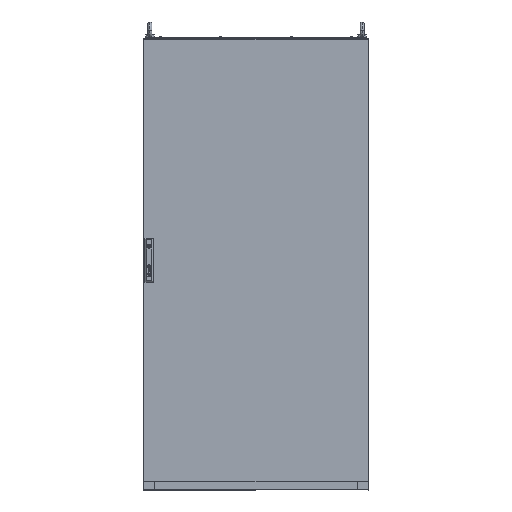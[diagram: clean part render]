
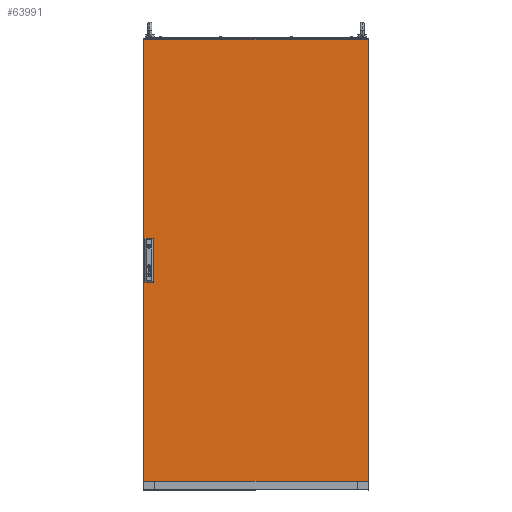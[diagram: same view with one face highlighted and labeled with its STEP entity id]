
A CAD part, top view. The second image highlights one B-rep face of the part: STEP entity #63991.
In plain terms, the highlighted planar face has unit normal (0, 0, 1).
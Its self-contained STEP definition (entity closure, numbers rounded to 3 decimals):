
#1460 = DIRECTION ( 'NONE',  ( 0., -1., 0. ) ) ;
#2672 = PLANE ( 'NONE',  #18205 ) ;
#4636 = VERTEX_POINT ( 'NONE', #173464 ) ;
#4998 = EDGE_CURVE ( 'NONE', #142809, #180335, #137164, .T. ) ;
#10104 = CARTESIAN_POINT ( 'NONE',  ( -365.7, -61.5, 0. ) ) ;
#11102 = DIRECTION ( 'NONE',  ( 0., 1., 0. ) ) ;
#14705 = CARTESIAN_POINT ( 'NONE',  ( -365.7, -61.5, 0. ) ) ;
#18205 = AXIS2_PLACEMENT_3D ( 'NONE', #115285, #171673, #101454 ) ;
#18220 = CARTESIAN_POINT ( 'NONE',  ( -365.7, -61.5, 0. ) ) ;
#19516 = VERTEX_POINT ( 'NONE', #18220 ) ;
#21154 = CARTESIAN_POINT ( 'NONE',  ( -397., 797., 0. ) ) ;
#24811 = DIRECTION ( 'NONE',  ( 0., 1., 0. ) ) ;
#25256 = DIRECTION ( 'NONE',  ( 0., -1., 0. ) ) ;
#25413 = DIRECTION ( 'NONE',  ( 0., 1., 0. ) ) ;
#30092 = LINE ( 'NONE', #114974, #85074 ) ;
#30534 = VECTOR ( 'NONE', #83504, 1000. ) ;
#33612 = ORIENTED_EDGE ( 'NONE', *, *, #169120, .F. ) ;
#36118 = DIRECTION ( 'NONE',  ( -1., 0., 0. ) ) ;
#37975 = VECTOR ( 'NONE', #11102, 1000. ) ;
#38696 = LINE ( 'NONE', #10104, #107896 ) ;
#39817 = LINE ( 'NONE', #96195, #77007 ) ;
#41461 = LINE ( 'NONE', #14705, #37975 ) ;
#45936 = DIRECTION ( 'NONE',  ( -1., 0., 0. ) ) ;
#46266 = EDGE_LOOP ( 'NONE', ( #139723, #134038, #33612, #54877 ) ) ;
#47632 = VERTEX_POINT ( 'NONE', #54446 ) ;
#47866 = FACE_BOUND ( 'NONE', #156412, .T. ) ;
#53834 = CARTESIAN_POINT ( 'NONE',  ( -390.7, -61.5, 0. ) ) ;
#53866 = VECTOR ( 'NONE', #25413, 1000. ) ;
#54446 = CARTESIAN_POINT ( 'NONE',  ( 397., 797., 0. ) ) ;
#54746 = LINE ( 'NONE', #53834, #142541 ) ;
#54877 = ORIENTED_EDGE ( 'NONE', *, *, #90586, .F. ) ;
#56475 = EDGE_CURVE ( 'NONE', #106369, #106434, #170632, .T. ) ;
#57573 = CARTESIAN_POINT ( 'NONE',  ( -397., -770., 0. ) ) ;
#58254 = EDGE_CURVE ( 'NONE', #158093, #139276, #39817, .T. ) ;
#60686 = EDGE_CURVE ( 'NONE', #139276, #80792, #54746, .T. ) ;
#62095 = EDGE_CURVE ( 'NONE', #80792, #19516, #38696, .T. ) ;
#63991 = ADVANCED_FACE ( 'NONE', ( #103252, #47866, #102345 ), #2672, .T. ) ;
#68890 = EDGE_CURVE ( 'NONE', #106434, #149008, #30092, .T. ) ;
#71287 = ORIENTED_EDGE ( 'NONE', *, *, #4998, .T. ) ;
#74222 = DIRECTION ( 'NONE',  ( 1., 0., 0. ) ) ;
#74974 = VERTEX_POINT ( 'NONE', #21154 ) ;
#75021 = ORIENTED_EDGE ( 'NONE', *, *, #117564, .T. ) ;
#77007 = VECTOR ( 'NONE', #179251, 1000. ) ;
#79129 = VECTOR ( 'NONE', #45936, 1000. ) ;
#80792 = VERTEX_POINT ( 'NONE', #177417 ) ;
#82479 = CARTESIAN_POINT ( 'NONE',  ( -397., 797., 0. ) ) ;
#83504 = DIRECTION ( 'NONE',  ( 1., 0., 0. ) ) ;
#83993 = ORIENTED_EDGE ( 'NONE', *, *, #173303, .F. ) ;
#85074 = VECTOR ( 'NONE', #1460, 1000. ) ;
#87635 = CARTESIAN_POINT ( 'NONE',  ( -390.7, -11.5, 0. ) ) ;
#88771 = ORIENTED_EDGE ( 'NONE', *, *, #62095, .F. ) ;
#89038 = CARTESIAN_POINT ( 'NONE',  ( -365.7, 38.5, 0. ) ) ;
#90586 = EDGE_CURVE ( 'NONE', #149008, #4636, #102769, .T. ) ;
#91393 = CARTESIAN_POINT ( 'NONE',  ( -390.7, 38.5, 0. ) ) ;
#95014 = CARTESIAN_POINT ( 'NONE',  ( 397., 797., 0. ) ) ;
#95646 = VECTOR ( 'NONE', #74222, 1000. ) ;
#96195 = CARTESIAN_POINT ( 'NONE',  ( -365.7, -11.5, 0. ) ) ;
#99157 = EDGE_CURVE ( 'NONE', #47632, #74974, #136834, .T. ) ;
#101454 = DIRECTION ( 'NONE',  ( 1., 0., 0. ) ) ;
#102345 = FACE_OUTER_BOUND ( 'NONE', #109052, .T. ) ;
#102769 = LINE ( 'NONE', #89038, #95646 ) ;
#103252 = FACE_BOUND ( 'NONE', #46266, .T. ) ;
#104107 = VECTOR ( 'NONE', #36118, 1000. ) ;
#106369 = VERTEX_POINT ( 'NONE', #167360 ) ;
#106434 = VERTEX_POINT ( 'NONE', #170977 ) ;
#106537 = LINE ( 'NONE', #82479, #170165 ) ;
#107896 = VECTOR ( 'NONE', #107921, 1000. ) ;
#107921 = DIRECTION ( 'NONE',  ( 1., 0., 0. ) ) ;
#109052 = EDGE_LOOP ( 'NONE', ( #75021, #71287, #129403, #130975 ) ) ;
#111218 = LINE ( 'NONE', #151945, #53866 ) ;
#114974 = CARTESIAN_POINT ( 'NONE',  ( -390.7, 38.5, 0. ) ) ;
#115285 = CARTESIAN_POINT ( 'NONE',  ( 0., 0., 0. ) ) ;
#117564 = EDGE_CURVE ( 'NONE', #74974, #142809, #106537, .T. ) ;
#121099 = CARTESIAN_POINT ( 'NONE',  ( -397., 797., 0. ) ) ;
#122655 = LINE ( 'NONE', #95014, #126183 ) ;
#126183 = VECTOR ( 'NONE', #24811, 1000. ) ;
#129403 = ORIENTED_EDGE ( 'NONE', *, *, #160182, .T. ) ;
#130975 = ORIENTED_EDGE ( 'NONE', *, *, #99157, .T. ) ;
#131299 = ORIENTED_EDGE ( 'NONE', *, *, #60686, .F. ) ;
#134038 = ORIENTED_EDGE ( 'NONE', *, *, #56475, .F. ) ;
#136834 = LINE ( 'NONE', #121099, #104107 ) ;
#137164 = LINE ( 'NONE', #141679, #30534 ) ;
#139276 = VERTEX_POINT ( 'NONE', #87635 ) ;
#139723 = ORIENTED_EDGE ( 'NONE', *, *, #68890, .F. ) ;
#141108 = CARTESIAN_POINT ( 'NONE',  ( -365.7, 88.5, 0. ) ) ;
#141679 = CARTESIAN_POINT ( 'NONE',  ( -397., -770., 0. ) ) ;
#142541 = VECTOR ( 'NONE', #25256, 1000. ) ;
#142809 = VERTEX_POINT ( 'NONE', #57573 ) ;
#146327 = CARTESIAN_POINT ( 'NONE',  ( 397., -770., 0. ) ) ;
#149008 = VERTEX_POINT ( 'NONE', #91393 ) ;
#151058 = ORIENTED_EDGE ( 'NONE', *, *, #58254, .F. ) ;
#151945 = CARTESIAN_POINT ( 'NONE',  ( -365.7, 38.5, 0. ) ) ;
#156412 = EDGE_LOOP ( 'NONE', ( #131299, #151058, #83993, #88771 ) ) ;
#158093 = VERTEX_POINT ( 'NONE', #176007 ) ;
#160182 = EDGE_CURVE ( 'NONE', #180335, #47632, #122655, .T. ) ;
#165657 = DIRECTION ( 'NONE',  ( 0., -1., 0. ) ) ;
#167360 = CARTESIAN_POINT ( 'NONE',  ( -365.7, 88.5, 0. ) ) ;
#169120 = EDGE_CURVE ( 'NONE', #4636, #106369, #111218, .T. ) ;
#170165 = VECTOR ( 'NONE', #165657, 1000. ) ;
#170632 = LINE ( 'NONE', #141108, #79129 ) ;
#170977 = CARTESIAN_POINT ( 'NONE',  ( -390.7, 88.5, 0. ) ) ;
#171673 = DIRECTION ( 'NONE',  ( 0., 0., 1. ) ) ;
#173303 = EDGE_CURVE ( 'NONE', #19516, #158093, #41461, .T. ) ;
#173464 = CARTESIAN_POINT ( 'NONE',  ( -365.7, 38.5, 0. ) ) ;
#176007 = CARTESIAN_POINT ( 'NONE',  ( -365.7, -11.5, 0. ) ) ;
#177417 = CARTESIAN_POINT ( 'NONE',  ( -390.7, -61.5, 0. ) ) ;
#179251 = DIRECTION ( 'NONE',  ( -1., 0., 0. ) ) ;
#180335 = VERTEX_POINT ( 'NONE', #146327 ) ;
